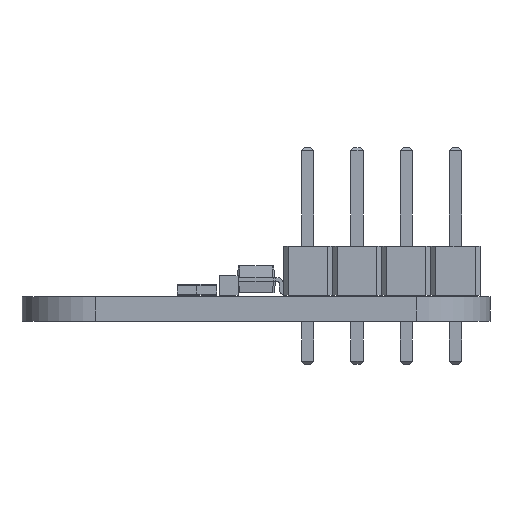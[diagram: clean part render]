
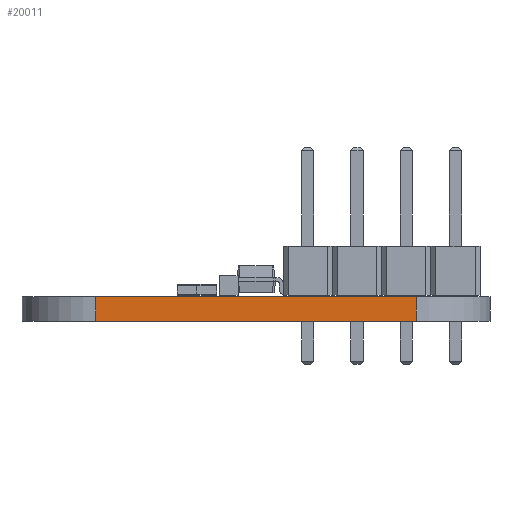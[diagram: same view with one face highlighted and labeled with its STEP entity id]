
A CAD part, left-side view. The second image highlights one B-rep face of the part: STEP entity #20011.
In plain terms, the highlighted planar face has unit normal (-1, 0, 0).
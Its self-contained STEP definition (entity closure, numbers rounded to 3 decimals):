
#16696 = PLANE('',#16697);
#16697 = AXIS2_PLACEMENT_3D('',#16698,#16699,#16700);
#16698 = CARTESIAN_POINT('',(11.,-9.5,1.));
#16699 = DIRECTION('',(0.,0.,1.));
#16700 = DIRECTION('',(1.,0.,0.));
#16750 = PLANE('',#16751);
#16751 = AXIS2_PLACEMENT_3D('',#16752,#16753,#16754);
#16752 = CARTESIAN_POINT('',(11.,-9.5,0.));
#16753 = DIRECTION('',(0.,0.,1.));
#16754 = DIRECTION('',(1.,0.,0.));
#16947 = VERTEX_POINT('',#16948);
#16948 = CARTESIAN_POINT('',(0.,-3.,0.));
#16963 = CYLINDRICAL_SURFACE('',#16964,3.);
#16964 = AXIS2_PLACEMENT_3D('',#16965,#16966,#16967);
#16965 = CARTESIAN_POINT('',(3.,-3.,0.));
#16966 = DIRECTION('',(0.,0.,-1.));
#16967 = DIRECTION('',(1.,0.,0.));
#16975 = EDGE_CURVE('',#16947,#16976,#16978,.T.);
#16976 = VERTEX_POINT('',#16977);
#16977 = CARTESIAN_POINT('',(0.,-16.,0.));
#16978 = SURFACE_CURVE('',#16979,(#16983,#16990),.PCURVE_S1.);
#16979 = LINE('',#16980,#16981);
#16980 = CARTESIAN_POINT('',(0.,-3.,0.));
#16981 = VECTOR('',#16982,1.);
#16982 = DIRECTION('',(0.,-1.,0.));
#16983 = PCURVE('',#16750,#16984);
#16984 = DEFINITIONAL_REPRESENTATION('',(#16985),#16989);
#16985 = LINE('',#16986,#16987);
#16986 = CARTESIAN_POINT('',(-11.,6.5));
#16987 = VECTOR('',#16988,1.);
#16988 = DIRECTION('',(0.,-1.));
#16989 = ( GEOMETRIC_REPRESENTATION_CONTEXT(2) 
PARAMETRIC_REPRESENTATION_CONTEXT() REPRESENTATION_CONTEXT('2D SPACE',''
  ) );
#16990 = PCURVE('',#16991,#16996);
#16991 = PLANE('',#16992);
#16992 = AXIS2_PLACEMENT_3D('',#16993,#16994,#16995);
#16993 = CARTESIAN_POINT('',(0.,-3.,0.));
#16994 = DIRECTION('',(1.,0.,0.));
#16995 = DIRECTION('',(0.,-1.,0.));
#16996 = DEFINITIONAL_REPRESENTATION('',(#16997),#17001);
#16997 = LINE('',#16998,#16999);
#16998 = CARTESIAN_POINT('',(0.,0.));
#16999 = VECTOR('',#17000,1.);
#17000 = DIRECTION('',(1.,0.));
#17001 = ( GEOMETRIC_REPRESENTATION_CONTEXT(2) 
PARAMETRIC_REPRESENTATION_CONTEXT() REPRESENTATION_CONTEXT('2D SPACE',''
  ) );
#17020 = CYLINDRICAL_SURFACE('',#17021,3.);
#17021 = AXIS2_PLACEMENT_3D('',#17022,#17023,#17024);
#17022 = CARTESIAN_POINT('',(3.,-16.,0.));
#17023 = DIRECTION('',(0.,0.,-1.));
#17024 = DIRECTION('',(1.,0.,0.));
#18570 = VERTEX_POINT('',#18571);
#18571 = CARTESIAN_POINT('',(0.,-3.,1.));
#18593 = EDGE_CURVE('',#18570,#18594,#18596,.T.);
#18594 = VERTEX_POINT('',#18595);
#18595 = CARTESIAN_POINT('',(0.,-16.,1.));
#18596 = SURFACE_CURVE('',#18597,(#18601,#18608),.PCURVE_S1.);
#18597 = LINE('',#18598,#18599);
#18598 = CARTESIAN_POINT('',(0.,-3.,1.));
#18599 = VECTOR('',#18600,1.);
#18600 = DIRECTION('',(0.,-1.,0.));
#18601 = PCURVE('',#16696,#18602);
#18602 = DEFINITIONAL_REPRESENTATION('',(#18603),#18607);
#18603 = LINE('',#18604,#18605);
#18604 = CARTESIAN_POINT('',(-11.,6.5));
#18605 = VECTOR('',#18606,1.);
#18606 = DIRECTION('',(0.,-1.));
#18607 = ( GEOMETRIC_REPRESENTATION_CONTEXT(2) 
PARAMETRIC_REPRESENTATION_CONTEXT() REPRESENTATION_CONTEXT('2D SPACE',''
  ) );
#18608 = PCURVE('',#16991,#18609);
#18609 = DEFINITIONAL_REPRESENTATION('',(#18610),#18614);
#18610 = LINE('',#18611,#18612);
#18611 = CARTESIAN_POINT('',(0.,-1.));
#18612 = VECTOR('',#18613,1.);
#18613 = DIRECTION('',(1.,0.));
#18614 = ( GEOMETRIC_REPRESENTATION_CONTEXT(2) 
PARAMETRIC_REPRESENTATION_CONTEXT() REPRESENTATION_CONTEXT('2D SPACE',''
  ) );
#19961 = EDGE_CURVE('',#16976,#18594,#19962,.T.);
#19962 = SURFACE_CURVE('',#19963,(#19967,#19974),.PCURVE_S1.);
#19963 = LINE('',#19964,#19965);
#19964 = CARTESIAN_POINT('',(0.,-16.,0.));
#19965 = VECTOR('',#19966,1.);
#19966 = DIRECTION('',(0.,0.,1.));
#19967 = PCURVE('',#17020,#19968);
#19968 = DEFINITIONAL_REPRESENTATION('',(#19969),#19973);
#19969 = LINE('',#19970,#19971);
#19970 = CARTESIAN_POINT('',(-3.142,0.));
#19971 = VECTOR('',#19972,1.);
#19972 = DIRECTION('',(0.,-1.));
#19973 = ( GEOMETRIC_REPRESENTATION_CONTEXT(2) 
PARAMETRIC_REPRESENTATION_CONTEXT() REPRESENTATION_CONTEXT('2D SPACE',''
  ) );
#19974 = PCURVE('',#16991,#19975);
#19975 = DEFINITIONAL_REPRESENTATION('',(#19976),#19980);
#19976 = LINE('',#19977,#19978);
#19977 = CARTESIAN_POINT('',(13.,0.));
#19978 = VECTOR('',#19979,1.);
#19979 = DIRECTION('',(0.,-1.));
#19980 = ( GEOMETRIC_REPRESENTATION_CONTEXT(2) 
PARAMETRIC_REPRESENTATION_CONTEXT() REPRESENTATION_CONTEXT('2D SPACE',''
  ) );
#19990 = EDGE_CURVE('',#16947,#18570,#19991,.T.);
#19991 = SURFACE_CURVE('',#19992,(#19996,#20003),.PCURVE_S1.);
#19992 = LINE('',#19993,#19994);
#19993 = CARTESIAN_POINT('',(0.,-3.,0.));
#19994 = VECTOR('',#19995,1.);
#19995 = DIRECTION('',(0.,0.,1.));
#19996 = PCURVE('',#16963,#19997);
#19997 = DEFINITIONAL_REPRESENTATION('',(#19998),#20002);
#19998 = LINE('',#19999,#20000);
#19999 = CARTESIAN_POINT('',(-3.142,0.));
#20000 = VECTOR('',#20001,1.);
#20001 = DIRECTION('',(0.,-1.));
#20002 = ( GEOMETRIC_REPRESENTATION_CONTEXT(2) 
PARAMETRIC_REPRESENTATION_CONTEXT() REPRESENTATION_CONTEXT('2D SPACE',''
  ) );
#20003 = PCURVE('',#16991,#20004);
#20004 = DEFINITIONAL_REPRESENTATION('',(#20005),#20009);
#20005 = LINE('',#20006,#20007);
#20006 = CARTESIAN_POINT('',(0.,0.));
#20007 = VECTOR('',#20008,1.);
#20008 = DIRECTION('',(0.,-1.));
#20009 = ( GEOMETRIC_REPRESENTATION_CONTEXT(2) 
PARAMETRIC_REPRESENTATION_CONTEXT() REPRESENTATION_CONTEXT('2D SPACE',''
  ) );
#20011 = ADVANCED_FACE('',(#20012),#16991,.F.);
#20012 = FACE_BOUND('',#20013,.F.);
#20013 = EDGE_LOOP('',(#20014,#20015,#20016,#20017));
#20014 = ORIENTED_EDGE('',*,*,#19990,.T.);
#20015 = ORIENTED_EDGE('',*,*,#18593,.T.);
#20016 = ORIENTED_EDGE('',*,*,#19961,.F.);
#20017 = ORIENTED_EDGE('',*,*,#16975,.F.);
